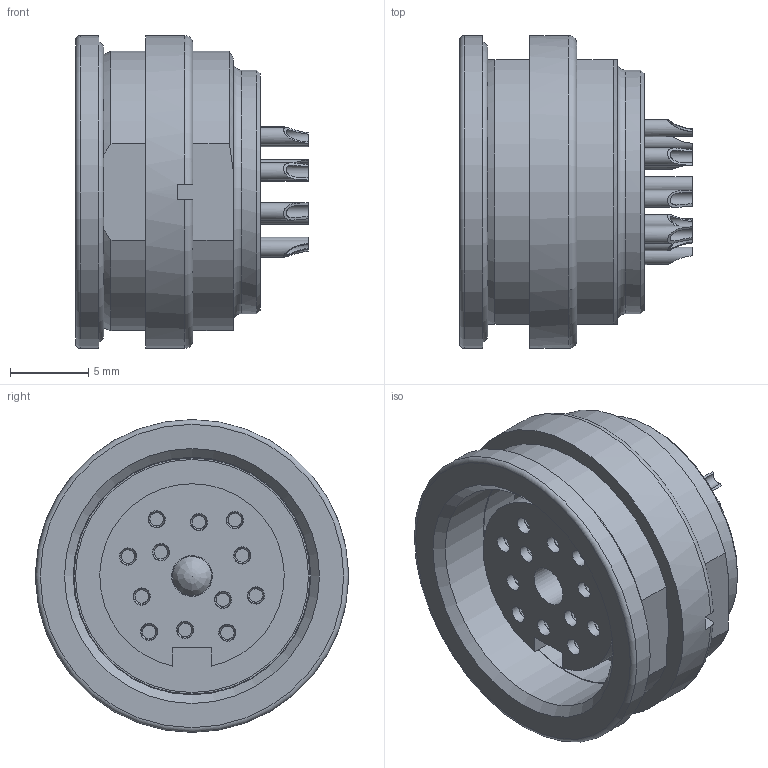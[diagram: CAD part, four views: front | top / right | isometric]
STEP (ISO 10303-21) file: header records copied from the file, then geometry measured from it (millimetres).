
FILE_DESCRIPTION(/* description */ (''),/* implementation_level */ '2;1');
FILE_NAME(/* name */ '09 0132 00 12 001_01.stp',/* time_stamp */ '2014-05-14T08:12:55+02:00',/* author */ (''),/* organization */ (''),/* preprocessor_version */ 'ST-DEVELOPER v14',/* originating_system */ 'SIEMENS PLM Software NX 8.0',/* authorisation */ '');
FILE_SCHEMA (('AP203_CONFIGURATION_CONTROLLED_3D_DESIGN_OF_MECHANICAL_PARTS_AND_ASSEMBLIES_MIM_LF { 1 0 10303 403 2 1 2}'));
Length unit declared in the file: millimetre
Products named in the file (1): cerl0BE4B6F0jv4h
Bounding box: 14.9 x 20 x 20 mm (x, y, z)
Volume: 2232 mm3; surface area: 3154.3 mm2
Topology: 1 solids, 4 shells, 510 faces, 1349 edges, 856 vertices
Faces by surface type: plane 225, cylinder 115, cone 94, extrusion 45, torus 29, bspline 2
Full cylindrical faces by diameter (mm): 0.8 x12, 1.1 x25, 1.15 x12, 1.2 x1, 1.55 x12, 1.6 x12, 2.6 x1, 11.7 x1, 13.85 x1, 14.9 x1, 15.1 x1, 15.188 x1, 15.6 x1, 20 x2
Entity records: 17147 total; most frequent: CARTESIAN_POINT 5848, ORIENTED_EDGE 2282, DIRECTION 2169, EDGE_CURVE 1141, AXIS2_PLACEMENT_3D 904, VERTEX_POINT 762, EDGE_LOOP 674, ADVANCED_FACE 510
